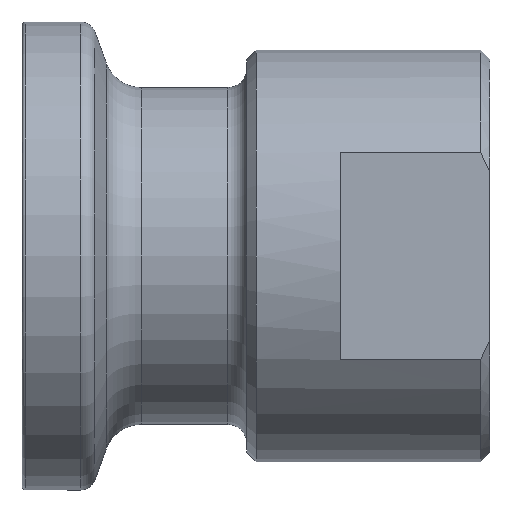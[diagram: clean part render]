
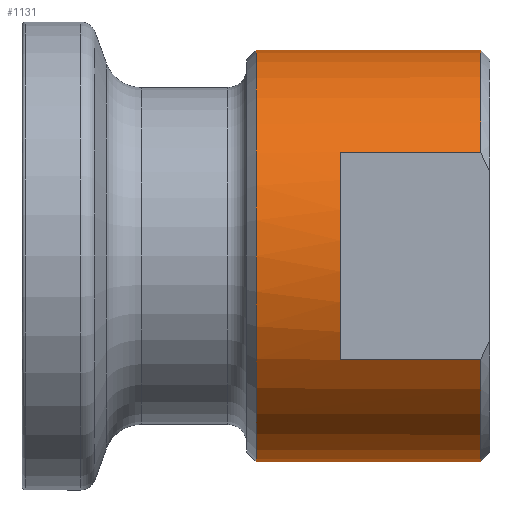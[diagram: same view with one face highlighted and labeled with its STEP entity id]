
A CAD part, front view. The second image highlights one B-rep face of the part: STEP entity #1131.
In plain terms, the highlighted cylindrical face has radius 11 mm (diameter 22 mm), a partial arc.
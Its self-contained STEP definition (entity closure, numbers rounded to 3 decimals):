
#11 = ORIENTED_EDGE ( 'NONE', *, *, #766, .T. ) ;
#34 = CARTESIAN_POINT ( 'NONE',  ( 12.5, 0., -11. ) ) ;
#93 = DIRECTION ( 'NONE',  ( 1., 0., 0. ) ) ;
#97 = DIRECTION ( 'NONE',  ( -1., 0., 0. ) ) ;
#99 = EDGE_CURVE ( 'NONE', #225, #675, #617, .T. ) ;
#137 = VECTOR ( 'NONE', #97, 1000. ) ;
#141 = EDGE_CURVE ( 'NONE', #220, #1159, #345, .T. ) ;
#143 = CARTESIAN_POINT ( 'NONE',  ( 24.5, -9.5, -5.545 ) ) ;
#180 = DIRECTION ( 'NONE',  ( 0., 0., 1. ) ) ;
#181 = AXIS2_PLACEMENT_3D ( 'NONE', #199, #1402, #639 ) ;
#191 = CARTESIAN_POINT ( 'NONE',  ( 24.5, 0., 0. ) ) ;
#199 = CARTESIAN_POINT ( 'NONE',  ( 17., 0., 0. ) ) ;
#201 = ORIENTED_EDGE ( 'NONE', *, *, #399, .T. ) ;
#209 = LINE ( 'NONE', #1093, #1414 ) ;
#220 = VERTEX_POINT ( 'NONE', #755 ) ;
#225 = VERTEX_POINT ( 'NONE', #406 ) ;
#241 = EDGE_CURVE ( 'NONE', #967, #841, #715, .T. ) ;
#282 = AXIS2_PLACEMENT_3D ( 'NONE', #911, #1369, #567 ) ;
#345 = CIRCLE ( 'NONE', #758, 11. ) ;
#353 = CARTESIAN_POINT ( 'NONE',  ( 24.5, 0., 11. ) ) ;
#397 = CARTESIAN_POINT ( 'NONE',  ( 0., 0., -11. ) ) ;
#399 = EDGE_CURVE ( 'NONE', #1159, #967, #1271, .T. ) ;
#406 = CARTESIAN_POINT ( 'NONE',  ( 24.5, 0., -11. ) ) ;
#410 = DIRECTION ( 'NONE',  ( -1., 0., 0. ) ) ;
#468 = CARTESIAN_POINT ( 'NONE',  ( 12.5, 0., 0. ) ) ;
#567 = DIRECTION ( 'NONE',  ( 0., 0., 1. ) ) ;
#568 = ORIENTED_EDGE ( 'NONE', *, *, #99, .T. ) ;
#583 = CYLINDRICAL_SURFACE ( 'NONE', #282, 11. ) ;
#584 = VERTEX_POINT ( 'NONE', #942 ) ;
#607 = LINE ( 'NONE', #397, #1064 ) ;
#617 = CIRCLE ( 'NONE', #808, 11. ) ;
#639 = DIRECTION ( 'NONE',  ( 0., 0., 1. ) ) ;
#675 = VERTEX_POINT ( 'NONE', #143 ) ;
#689 = VECTOR ( 'NONE', #1033, 1000. ) ;
#713 = ORIENTED_EDGE ( 'NONE', *, *, #241, .T. ) ;
#715 = CIRCLE ( 'NONE', #734, 11. ) ;
#718 = CARTESIAN_POINT ( 'NONE',  ( 17., -9.5, 5.545 ) ) ;
#730 = DIRECTION ( 'NONE',  ( -1., 0., 0. ) ) ;
#734 = AXIS2_PLACEMENT_3D ( 'NONE', #468, #1008, #1005 ) ;
#741 = DIRECTION ( 'NONE',  ( 0., 0., 1. ) ) ;
#751 = EDGE_CURVE ( 'NONE', #584, #1372, #811, .T. ) ;
#754 = ORIENTED_EDGE ( 'NONE', *, *, #1267, .F. ) ;
#755 = CARTESIAN_POINT ( 'NONE',  ( 24.5, -9.5, 5.545 ) ) ;
#758 = AXIS2_PLACEMENT_3D ( 'NONE', #983, #730, #741 ) ;
#766 = EDGE_CURVE ( 'NONE', #1372, #220, #209, .T. ) ;
#808 = AXIS2_PLACEMENT_3D ( 'NONE', #191, #1087, #180 ) ;
#811 = CIRCLE ( 'NONE', #181, 11. ) ;
#841 = VERTEX_POINT ( 'NONE', #34 ) ;
#890 = LINE ( 'NONE', #1234, #137 ) ;
#911 = CARTESIAN_POINT ( 'NONE',  ( 0., 0., 0. ) ) ;
#922 = ORIENTED_EDGE ( 'NONE', *, *, #141, .T. ) ;
#942 = CARTESIAN_POINT ( 'NONE',  ( 17., -9.5, -5.545 ) ) ;
#967 = VERTEX_POINT ( 'NONE', #1028 ) ;
#983 = CARTESIAN_POINT ( 'NONE',  ( 24.5, 0., 0. ) ) ;
#1005 = DIRECTION ( 'NONE',  ( 0., 0., 1. ) ) ;
#1008 = DIRECTION ( 'NONE',  ( 1., 0., 0. ) ) ;
#1028 = CARTESIAN_POINT ( 'NONE',  ( 12.5, 0., 11. ) ) ;
#1033 = DIRECTION ( 'NONE',  ( -1., 0., 0. ) ) ;
#1044 = EDGE_CURVE ( 'NONE', #675, #584, #890, .T. ) ;
#1064 = VECTOR ( 'NONE', #410, 1000. ) ;
#1087 = DIRECTION ( 'NONE',  ( -1., 0., 0. ) ) ;
#1093 = CARTESIAN_POINT ( 'NONE',  ( 0., -9.5, 5.545 ) ) ;
#1100 = ORIENTED_EDGE ( 'NONE', *, *, #1044, .T. ) ;
#1131 = ADVANCED_FACE ( 'NONE', ( #1377 ), #583, .T. ) ;
#1143 = CARTESIAN_POINT ( 'NONE',  ( 0., 0., 11. ) ) ;
#1159 = VERTEX_POINT ( 'NONE', #353 ) ;
#1234 = CARTESIAN_POINT ( 'NONE',  ( 0., -9.5, -5.545 ) ) ;
#1267 = EDGE_CURVE ( 'NONE', #225, #841, #607, .T. ) ;
#1271 = LINE ( 'NONE', #1143, #689 ) ;
#1369 = DIRECTION ( 'NONE',  ( -1., 0., 0. ) ) ;
#1372 = VERTEX_POINT ( 'NONE', #718 ) ;
#1377 = FACE_OUTER_BOUND ( 'NONE', #1404, .T. ) ;
#1401 = ORIENTED_EDGE ( 'NONE', *, *, #751, .T. ) ;
#1402 = DIRECTION ( 'NONE',  ( -1., 0., 0. ) ) ;
#1404 = EDGE_LOOP ( 'NONE', ( #754, #568, #1100, #1401, #11, #922, #201, #713 ) ) ;
#1414 = VECTOR ( 'NONE', #93, 1000. ) ;
